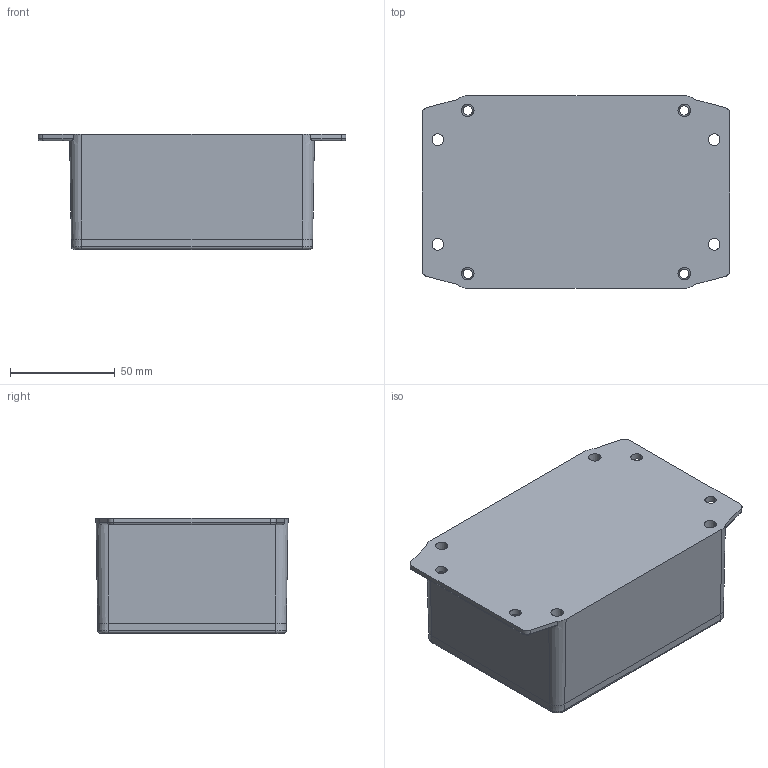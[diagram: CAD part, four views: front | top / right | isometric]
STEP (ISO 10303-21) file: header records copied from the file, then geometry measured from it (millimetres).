
FILE_DESCRIPTION (( 'STEP AP214' ), '1' );
FILE_NAME ('G113MF.STEP', '2016-09-10T02:16:05', ( '' ), ( '' ), 'SwSTEP 2.0', 'SolidWorks 2014', '' );
FILE_SCHEMA (( 'AUTOMOTIVE_DESIGN' ));
Length unit declared in the file: millimetre
Products named in the file (3): G113-COVER; G113-BASE; G113MF
Assembly tree (2 placements, depth 2):
  G113MF
    G113-BASE
    G113-COVER
Bounding box: 146.95 x 91.75 x 55 mm (x, y, z)
Volume: 158803 mm3; surface area: 96581.1 mm2
Topology: 2 solids, 2 shells, 398 faces, 1020 edges, 645 vertices
Faces by surface type: plane 155, cylinder 150, cone 40, bspline 32, torus 16, sphere 5
Entity records: 12789 total; most frequent: CARTESIAN_POINT 3089, ORIENTED_EDGE 2036, DIRECTION 2036, EDGE_CURVE 1018, AXIS2_PLACEMENT_3D 754, VERTEX_POINT 645, LINE 528, VECTOR 528
